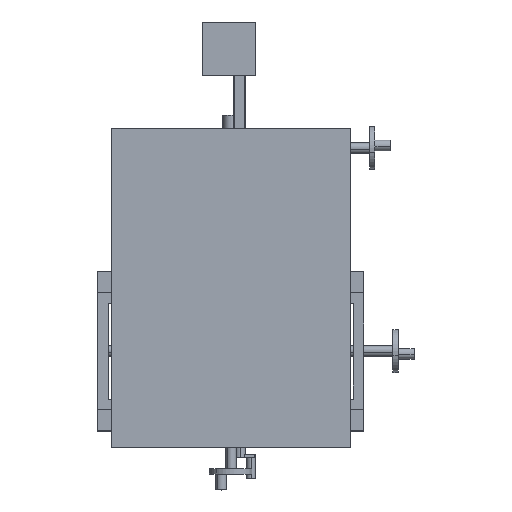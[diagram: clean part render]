
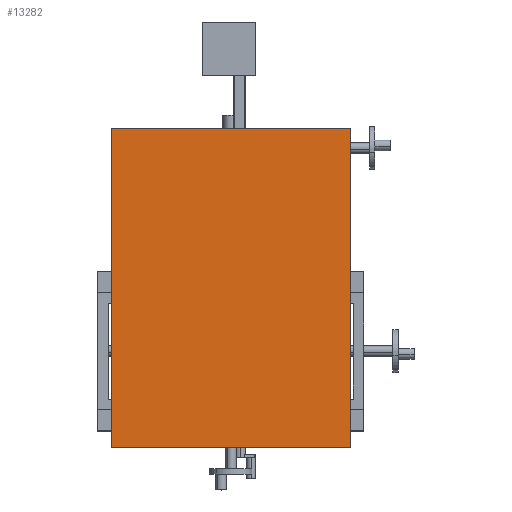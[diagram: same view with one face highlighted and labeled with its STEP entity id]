
A CAD part, top view. The second image highlights one B-rep face of the part: STEP entity #13282.
In plain terms, the highlighted planar face has unit normal (0, 0, 1).
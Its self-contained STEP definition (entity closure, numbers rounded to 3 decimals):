
#988 = LINE ( 'NONE', #12374, #13598 ) ;
#1110 = VERTEX_POINT ( 'NONE', #17352 ) ;
#1145 = FACE_OUTER_BOUND ( 'NONE', #19196, .T. ) ;
#1188 = DIRECTION ( 'NONE',  ( 1., 0., 0. ) ) ;
#1293 = VECTOR ( 'NONE', #14594, 1000. ) ;
#3032 = LINE ( 'NONE', #20374, #16358 ) ;
#3521 = ORIENTED_EDGE ( 'NONE', *, *, #7361, .T. ) ;
#4235 = ORIENTED_EDGE ( 'NONE', *, *, #17697, .T. ) ;
#4387 = DIRECTION ( 'NONE',  ( 0., 0., 1. ) ) ;
#4947 = CARTESIAN_POINT ( 'NONE',  ( 214.785, 37.151, 675. ) ) ;
#5918 = PLANE ( 'NONE',  #9055 ) ;
#6146 = CARTESIAN_POINT ( 'NONE',  ( 214.785, 37.151, 675. ) ) ;
#6570 = VERTEX_POINT ( 'NONE', #6146 ) ;
#7361 = EDGE_CURVE ( 'NONE', #1110, #9709, #3032, .T. ) ;
#9055 = AXIS2_PLACEMENT_3D ( 'NONE', #12324, #4387, #19420 ) ;
#9636 = EDGE_CURVE ( 'NONE', #16476, #6570, #19074, .T. ) ;
#9709 = VERTEX_POINT ( 'NONE', #19996 ) ;
#9791 = CARTESIAN_POINT ( 'NONE',  ( -235.215, 37.151, 675. ) ) ;
#11248 = LINE ( 'NONE', #9791, #1293 ) ;
#11539 = DIRECTION ( 'NONE',  ( 0., 1., 0. ) ) ;
#12324 = CARTESIAN_POINT ( 'NONE',  ( 0., 0., 675. ) ) ;
#12374 = CARTESIAN_POINT ( 'NONE',  ( -235.215, -562.849, 675. ) ) ;
#13282 = ADVANCED_FACE ( 'NONE', ( #1145 ), #5918, .T. ) ;
#13598 = VECTOR ( 'NONE', #1188, 1000. ) ;
#14594 = DIRECTION ( 'NONE',  ( -1., 0., 0. ) ) ;
#16358 = VECTOR ( 'NONE', #19009, 1000. ) ;
#16476 = VERTEX_POINT ( 'NONE', #17930 ) ;
#16543 = EDGE_CURVE ( 'NONE', #9709, #16476, #988, .T. ) ;
#17230 = VECTOR ( 'NONE', #11539, 1000. ) ;
#17352 = CARTESIAN_POINT ( 'NONE',  ( -235.215, 37.151, 675. ) ) ;
#17697 = EDGE_CURVE ( 'NONE', #6570, #1110, #11248, .T. ) ;
#17930 = CARTESIAN_POINT ( 'NONE',  ( 214.785, -562.849, 675. ) ) ;
#19009 = DIRECTION ( 'NONE',  ( 0., -1., 0. ) ) ;
#19074 = LINE ( 'NONE', #4947, #17230 ) ;
#19196 = EDGE_LOOP ( 'NONE', ( #3521, #19462, #20021, #4235 ) ) ;
#19420 = DIRECTION ( 'NONE',  ( 1., 0., 0. ) ) ;
#19462 = ORIENTED_EDGE ( 'NONE', *, *, #16543, .T. ) ;
#19996 = CARTESIAN_POINT ( 'NONE',  ( -235.215, -562.849, 675. ) ) ;
#20021 = ORIENTED_EDGE ( 'NONE', *, *, #9636, .T. ) ;
#20374 = CARTESIAN_POINT ( 'NONE',  ( -235.215, 37.151, 675. ) ) ;
